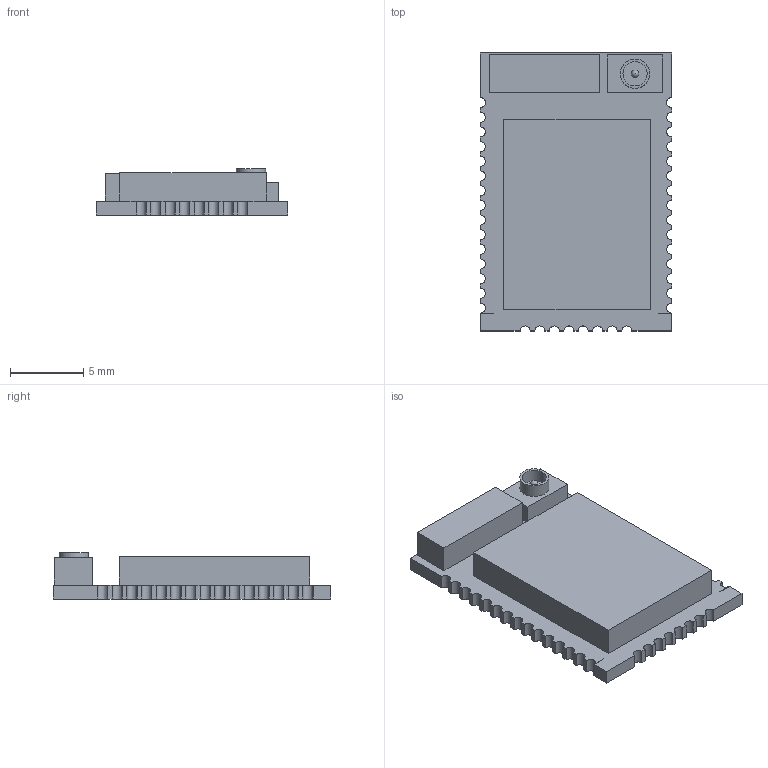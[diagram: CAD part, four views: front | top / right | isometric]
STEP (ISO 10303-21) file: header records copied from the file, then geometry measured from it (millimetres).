
FILE_DESCRIPTION(/* description */ (''),/* implementation_level */ '2;1');
FILE_NAME(/* name */ 'TTGO-MICRO v1.step',/* time_stamp */ '2022-03-22T21:33:13+01:00',/* author */ (''),/* organization */ (''),/* preprocessor_version */ 'ST-DEVELOPER v18.1',/* originating_system */ 'Autodesk Translation Framework v10.13.0.1454',/* authorisation */ '');
FILE_SCHEMA (('AUTOMOTIVE_DESIGN { 1 0 10303 214 3 1 1 }'));
Length unit declared in the file: millimetre
Products named in the file (1): TTGO-MICRO
Bounding box: 13.06 x 18.95 x 3.15 mm (x, y, z)
Volume: 531.8 mm3; surface area: 720.4 mm2
Topology: 1 solids, 1 shells, 136 faces, 371 edges, 247 vertices
Faces by surface type: plane 84, cylinder 51, sphere 1
Full cylindrical faces by diameter (mm): 0.5 x1, 1.65 x1, 2 x1
Entity records: 4394 total; most frequent: CARTESIAN_POINT 754, DIRECTION 747, ORIENTED_EDGE 740, EDGE_CURVE 370, LINE 267, VECTOR 267, VERTEX_POINT 247, AXIS2_PLACEMENT_3D 240
